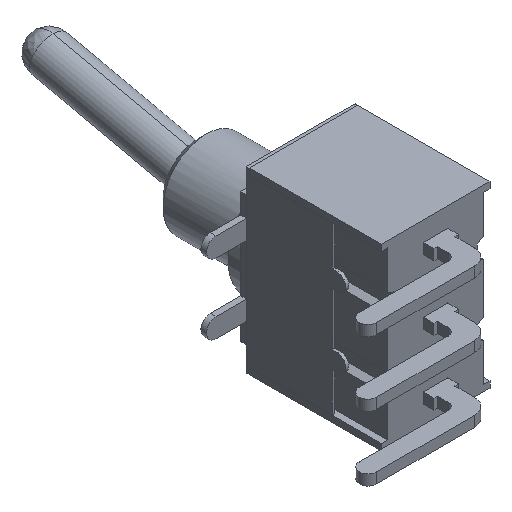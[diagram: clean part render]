
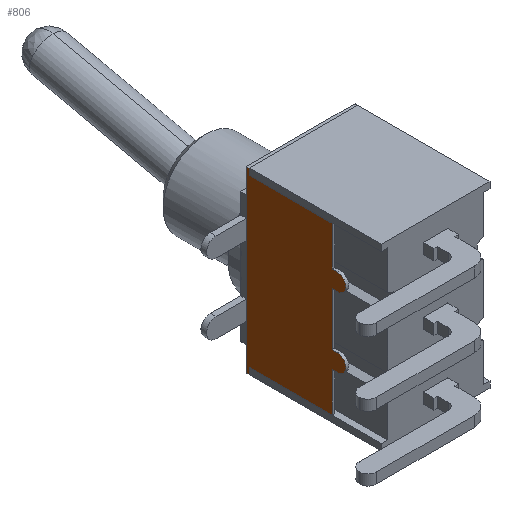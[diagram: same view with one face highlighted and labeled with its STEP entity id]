
A CAD part, isometric view. The second image highlights one B-rep face of the part: STEP entity #806.
In plain terms, the highlighted planar face has unit normal (-1, 0, 0).
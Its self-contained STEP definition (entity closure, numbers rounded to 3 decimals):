
#251 = VERTEX_POINT ( 'NONE', #2648 ) ;
#268 = VERTEX_POINT ( 'NONE', #2698 ) ;
#275 = VERTEX_POINT ( 'NONE', #2763 ) ;
#278 = VERTEX_POINT ( 'NONE', #2821 ) ;
#280 = EDGE_CURVE ( 'NONE', #278, #275, #2761, .T. ) ;
#290 = EDGE_CURVE ( 'NONE', #251, #354, #2786, .T. ) ;
#291 = VERTEX_POINT ( 'NONE', #2782 ) ;
#295 = EDGE_CURVE ( 'NONE', #291, #296, #2764, .T. ) ;
#296 = VERTEX_POINT ( 'NONE', #2926 ) ;
#306 = EDGE_CURVE ( 'NONE', #268, #251, #2739, .T. ) ;
#310 = EDGE_CURVE ( 'NONE', #311, #268, #2813, .T. ) ;
#311 = VERTEX_POINT ( 'NONE', #2809 ) ;
#343 = EDGE_CURVE ( 'NONE', #275, #486, #2891, .T. ) ;
#354 = VERTEX_POINT ( 'NONE', #3127 ) ;
#358 = EDGE_CURVE ( 'NONE', #354, #291, #3126, .T. ) ;
#376 = EDGE_CURVE ( 'NONE', #459, #377, #3078, .T. ) ;
#377 = VERTEX_POINT ( 'NONE', #3070 ) ;
#386 = EDGE_CURVE ( 'NONE', #377, #387, #2987, .T. ) ;
#387 = VERTEX_POINT ( 'NONE', #2983 ) ;
#408 = EDGE_CURVE ( 'NONE', #387, #409, #2993, .T. ) ;
#409 = VERTEX_POINT ( 'NONE', #3068 ) ;
#458 = EDGE_CURVE ( 'NONE', #468, #459, #3195, .T. ) ;
#459 = VERTEX_POINT ( 'NONE', #3240 ) ;
#461 = EDGE_CURVE ( 'NONE', #296, #472, #3239, .T. ) ;
#468 = VERTEX_POINT ( 'NONE', #3262 ) ;
#472 = VERTEX_POINT ( 'NONE', #3290 ) ;
#474 = EDGE_CURVE ( 'NONE', #409, #278, #3288, .T. ) ;
#486 = VERTEX_POINT ( 'NONE', #3334 ) ;
#505 = EDGE_LOOP ( 'NONE', ( #807, #802, #803, #805, #788, #789, #790, #791, #844, #845, #846, #837, #838, #839, #840, #841 ) ) ;
#520 = EDGE_CURVE ( 'NONE', #472, #468, #3628, .T. ) ;
#788 = ORIENTED_EDGE ( 'NONE', *, *, #310, .T. ) ;
#789 = ORIENTED_EDGE ( 'NONE', *, *, #306, .T. ) ;
#790 = ORIENTED_EDGE ( 'NONE', *, *, #290, .T. ) ;
#791 = ORIENTED_EDGE ( 'NONE', *, *, #358, .T. ) ;
#802 = ORIENTED_EDGE ( 'NONE', *, *, #343, .T. ) ;
#803 = ORIENTED_EDGE ( 'NONE', *, *, #804, .F. ) ;
#804 = EDGE_CURVE ( 'NONE', #843, #486, #4466, .T. ) ;
#805 = ORIENTED_EDGE ( 'NONE', *, *, #842, .T. ) ;
#806 = ADVANCED_FACE ( 'NONE', ( #4491 ), #4517, .T. ) ;
#807 = ORIENTED_EDGE ( 'NONE', *, *, #280, .T. ) ;
#837 = ORIENTED_EDGE ( 'NONE', *, *, #458, .T. ) ;
#838 = ORIENTED_EDGE ( 'NONE', *, *, #376, .T. ) ;
#839 = ORIENTED_EDGE ( 'NONE', *, *, #386, .T. ) ;
#840 = ORIENTED_EDGE ( 'NONE', *, *, #408, .T. ) ;
#841 = ORIENTED_EDGE ( 'NONE', *, *, #474, .T. ) ;
#842 = EDGE_CURVE ( 'NONE', #843, #311, #4380, .T. ) ;
#843 = VERTEX_POINT ( 'NONE', #4376 ) ;
#844 = ORIENTED_EDGE ( 'NONE', *, *, #295, .T. ) ;
#845 = ORIENTED_EDGE ( 'NONE', *, *, #461, .T. ) ;
#846 = ORIENTED_EDGE ( 'NONE', *, *, #520, .T. ) ;
#2648 = CARTESIAN_POINT ( 'NONE',  ( -3.95, -6.272, -6.039 ) ) ;
#2698 = CARTESIAN_POINT ( 'NONE',  ( -3.95, -0.254, -6.039 ) ) ;
#2738 = CARTESIAN_POINT ( 'NONE',  ( -3.95, -0.254, -6.039 ) ) ;
#2739 = LINE ( 'NONE', #2738, #2816 ) ;
#2758 = DIRECTION ( 'NONE',  ( 0., 0., 1. ) ) ;
#2759 = VECTOR ( 'NONE', #2758, 1000. ) ;
#2760 = CARTESIAN_POINT ( 'NONE',  ( -3.95, -0.254, 0. ) ) ;
#2761 = LINE ( 'NONE', #2760, #2759 ) ;
#2763 = CARTESIAN_POINT ( 'NONE',  ( -3.95, -0.254, 6.502 ) ) ;
#2764 = CIRCLE ( 'NONE', #2930, 0.618 ) ;
#2782 = CARTESIAN_POINT ( 'NONE',  ( -3.95, -6.67, -3.158 ) ) ;
#2783 = DIRECTION ( 'NONE',  ( 0., 0., 1. ) ) ;
#2784 = VECTOR ( 'NONE', #2783, 1000. ) ;
#2785 = CARTESIAN_POINT ( 'NONE',  ( -3.95, -6.272, 6.502 ) ) ;
#2786 = LINE ( 'NONE', #2785, #2784 ) ;
#2809 = CARTESIAN_POINT ( 'NONE',  ( -3.95, -0.254, -6.502 ) ) ;
#2810 = DIRECTION ( 'NONE',  ( 0., 0., 1. ) ) ;
#2811 = VECTOR ( 'NONE', #2810, 1000. ) ;
#2812 = CARTESIAN_POINT ( 'NONE',  ( -3.95, -0.254, 0. ) ) ;
#2813 = LINE ( 'NONE', #2812, #2811 ) ;
#2815 = DIRECTION ( 'NONE',  ( 0., -1., 0. ) ) ;
#2816 = VECTOR ( 'NONE', #2815, 1000. ) ;
#2821 = CARTESIAN_POINT ( 'NONE',  ( -3.95, -0.254, 6.039 ) ) ;
#2888 = DIRECTION ( 'NONE',  ( 0., 1., 0. ) ) ;
#2889 = VECTOR ( 'NONE', #2888, 1000. ) ;
#2890 = CARTESIAN_POINT ( 'NONE',  ( -3.95, -0.254, 6.502 ) ) ;
#2891 = LINE ( 'NONE', #2890, #2889 ) ;
#2926 = CARTESIAN_POINT ( 'NONE',  ( -3.95, -6.67, -1.922 ) ) ;
#2927 = DIRECTION ( 'NONE',  ( 0., 0., 1. ) ) ;
#2928 = DIRECTION ( 'NONE',  ( -1., 0., 0. ) ) ;
#2929 = CARTESIAN_POINT ( 'NONE',  ( -3.95, -6.67, -2.54 ) ) ;
#2930 = AXIS2_PLACEMENT_3D ( 'NONE', #2929, #2928, #2927 ) ;
#2983 = CARTESIAN_POINT ( 'NONE',  ( -3.95, -6.272, 3.158 ) ) ;
#2984 = DIRECTION ( 'NONE',  ( 0., 1., 0. ) ) ;
#2985 = VECTOR ( 'NONE', #2984, 1000. ) ;
#2986 = CARTESIAN_POINT ( 'NONE',  ( -3.95, -0.254, 3.158 ) ) ;
#2987 = LINE ( 'NONE', #2986, #2985 ) ;
#2991 = VECTOR ( 'NONE', #3069, 1000. ) ;
#2992 = CARTESIAN_POINT ( 'NONE',  ( -3.95, -6.272, 6.502 ) ) ;
#2993 = LINE ( 'NONE', #2992, #2991 ) ;
#3068 = CARTESIAN_POINT ( 'NONE',  ( -3.95, -6.272, 6.039 ) ) ;
#3069 = DIRECTION ( 'NONE',  ( 0., 0., 1. ) ) ;
#3070 = CARTESIAN_POINT ( 'NONE',  ( -3.95, -6.67, 3.158 ) ) ;
#3071 = DIRECTION ( 'NONE',  ( 0., 0., 1. ) ) ;
#3072 = DIRECTION ( 'NONE',  ( -1., 0., 0. ) ) ;
#3073 = CARTESIAN_POINT ( 'NONE',  ( -3.95, -6.67, 2.54 ) ) ;
#3074 = AXIS2_PLACEMENT_3D ( 'NONE', #3073, #3072, #3071 ) ;
#3078 = CIRCLE ( 'NONE', #3074, 0.618 ) ;
#3100 = DIRECTION ( 'NONE',  ( 0., -1., 0. ) ) ;
#3101 = VECTOR ( 'NONE', #3100, 1000. ) ;
#3102 = CARTESIAN_POINT ( 'NONE',  ( -3.95, -0.254, -3.158 ) ) ;
#3126 = LINE ( 'NONE', #3102, #3101 ) ;
#3127 = CARTESIAN_POINT ( 'NONE',  ( -3.95, -6.272, -3.158 ) ) ;
#3189 = DIRECTION ( 'NONE',  ( 0., -1., 0. ) ) ;
#3190 = VECTOR ( 'NONE', #3189, 1000. ) ;
#3191 = CARTESIAN_POINT ( 'NONE',  ( -3.95, -0.254, 1.922 ) ) ;
#3195 = LINE ( 'NONE', #3191, #3190 ) ;
#3236 = DIRECTION ( 'NONE',  ( 0., 1., 0. ) ) ;
#3237 = VECTOR ( 'NONE', #3236, 1000. ) ;
#3238 = CARTESIAN_POINT ( 'NONE',  ( -3.95, -0.254, -1.922 ) ) ;
#3239 = LINE ( 'NONE', #3238, #3237 ) ;
#3240 = CARTESIAN_POINT ( 'NONE',  ( -3.95, -6.67, 1.922 ) ) ;
#3262 = CARTESIAN_POINT ( 'NONE',  ( -3.95, -6.272, 1.922 ) ) ;
#3285 = DIRECTION ( 'NONE',  ( 0., 1., 0. ) ) ;
#3286 = VECTOR ( 'NONE', #3285, 1000. ) ;
#3287 = CARTESIAN_POINT ( 'NONE',  ( -3.95, -0.254, 6.039 ) ) ;
#3288 = LINE ( 'NONE', #3287, #3286 ) ;
#3290 = CARTESIAN_POINT ( 'NONE',  ( -3.95, -6.272, -1.922 ) ) ;
#3334 = CARTESIAN_POINT ( 'NONE',  ( -3.95, -0.051, 6.502 ) ) ;
#3625 = DIRECTION ( 'NONE',  ( 0., 0., 1. ) ) ;
#3626 = VECTOR ( 'NONE', #3625, 1000. ) ;
#3627 = CARTESIAN_POINT ( 'NONE',  ( -3.95, -6.272, 6.502 ) ) ;
#3628 = LINE ( 'NONE', #3627, #3626 ) ;
#4376 = CARTESIAN_POINT ( 'NONE',  ( -3.95, -0.051, -6.502 ) ) ;
#4377 = DIRECTION ( 'NONE',  ( 0., -1., 0. ) ) ;
#4378 = VECTOR ( 'NONE', #4377, 1000. ) ;
#4379 = CARTESIAN_POINT ( 'NONE',  ( -3.95, -0.254, -6.502 ) ) ;
#4380 = LINE ( 'NONE', #4379, #4378 ) ;
#4465 = CARTESIAN_POINT ( 'NONE',  ( -3.95, -0.051, 0. ) ) ;
#4466 = LINE ( 'NONE', #4465, #4493 ) ;
#4491 = FACE_OUTER_BOUND ( 'NONE', #505, .T. ) ;
#4492 = DIRECTION ( 'NONE',  ( 0., 0., 1. ) ) ;
#4493 = VECTOR ( 'NONE', #4492, 1000. ) ;
#4513 = DIRECTION ( 'NONE',  ( 0., 0., 1. ) ) ;
#4514 = DIRECTION ( 'NONE',  ( -1., 0., 0. ) ) ;
#4515 = CARTESIAN_POINT ( 'NONE',  ( -3.95, -0.254, 6.502 ) ) ;
#4516 = AXIS2_PLACEMENT_3D ( 'NONE', #4515, #4514, #4513 ) ;
#4517 = PLANE ( 'NONE',  #4516 ) ;
